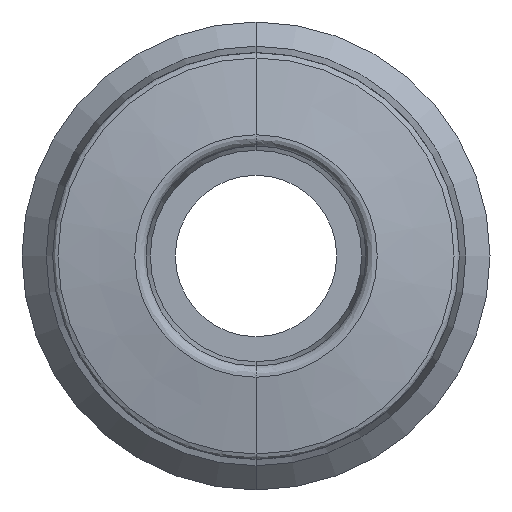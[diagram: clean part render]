
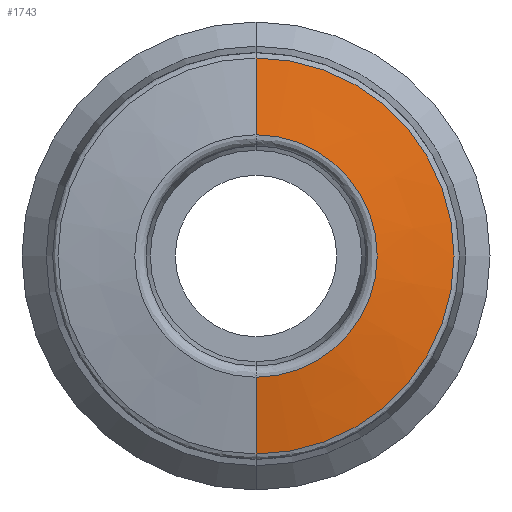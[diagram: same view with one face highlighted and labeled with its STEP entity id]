
A CAD part, front view. The second image highlights one B-rep face of the part: STEP entity #1743.
In plain terms, the highlighted conical face has half-angle 80 degrees and reference radius 6.135 mm.
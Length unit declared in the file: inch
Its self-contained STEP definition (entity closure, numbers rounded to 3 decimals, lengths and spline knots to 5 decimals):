
#8 = LINE ( 'NONE', #1451, #1990 ) ;
#75 = VERTEX_POINT ( 'NONE', #1701 ) ;
#120 = CARTESIAN_POINT ( 'NONE',  ( 0., 0.0167, -0.24152 ) ) ;
#127 = DIRECTION ( 'NONE',  ( 0., 0.174, 0.985 ) ) ;
#215 = VECTOR ( 'NONE', #598, 39.37008 ) ;
#227 = CARTESIAN_POINT ( 'NONE',  ( 0., 0.0167, -0.24152 ) ) ;
#400 = CONICAL_SURFACE ( 'NONE', #1384, 0.24152, 1.396 ) ;
#481 = ORIENTED_EDGE ( 'NONE', *, *, #1466, .T. ) ;
#553 = DIRECTION ( 'NONE',  ( 0., -1., 0. ) ) ;
#562 = VERTEX_POINT ( 'NONE', #1476 ) ;
#598 = DIRECTION ( 'NONE',  ( 0., 0.174, -0.985 ) ) ;
#801 = DIRECTION ( 'NONE',  ( 0., 1., 0. ) ) ;
#954 = CARTESIAN_POINT ( 'NONE',  ( 0., 0.00018, -0.14784 ) ) ;
#971 = CARTESIAN_POINT ( 'NONE',  ( 0., 0.00018, 0. ) ) ;
#1024 = ORIENTED_EDGE ( 'NONE', *, *, #1739, .F. ) ;
#1131 = DIRECTION ( 'NONE',  ( 0., 0., 1. ) ) ;
#1211 = LINE ( 'NONE', #227, #215 ) ;
#1215 = AXIS2_PLACEMENT_3D ( 'NONE', #1504, #553, #1648 ) ;
#1261 = CIRCLE ( 'NONE', #1215, 0.24152 ) ;
#1284 = AXIS2_PLACEMENT_3D ( 'NONE', #971, #1942, #1131 ) ;
#1321 = ORIENTED_EDGE ( 'NONE', *, *, #1380, .F. ) ;
#1353 = VERTEX_POINT ( 'NONE', #120 ) ;
#1380 = EDGE_CURVE ( 'NONE', #562, #75, #8, .T. ) ;
#1384 = AXIS2_PLACEMENT_3D ( 'NONE', #1805, #801, #1566 ) ;
#1448 = FACE_OUTER_BOUND ( 'NONE', #1713, .T. ) ;
#1451 = CARTESIAN_POINT ( 'NONE',  ( 0., 0.0167, 0.24152 ) ) ;
#1466 = EDGE_CURVE ( 'NONE', #1353, #75, #1261, .T. ) ;
#1476 = CARTESIAN_POINT ( 'NONE',  ( 0., 0.00018, 0.14784 ) ) ;
#1504 = CARTESIAN_POINT ( 'NONE',  ( 0., 0.0167, 0. ) ) ;
#1566 = DIRECTION ( 'NONE',  ( 0., 0., 1. ) ) ;
#1625 = CIRCLE ( 'NONE', #1284, 0.14784 ) ;
#1639 = ORIENTED_EDGE ( 'NONE', *, *, #1664, .T. ) ;
#1648 = DIRECTION ( 'NONE',  ( -1., 0., 0. ) ) ;
#1664 = EDGE_CURVE ( 'NONE', #1989, #1353, #1211, .T. ) ;
#1701 = CARTESIAN_POINT ( 'NONE',  ( 0., 0.0167, 0.24152 ) ) ;
#1713 = EDGE_LOOP ( 'NONE', ( #1024, #1639, #481, #1321 ) ) ;
#1739 = EDGE_CURVE ( 'NONE', #1989, #562, #1625, .T. ) ;
#1743 = ADVANCED_FACE ( 'NONE', ( #1448 ), #400, .T. ) ;
#1805 = CARTESIAN_POINT ( 'NONE',  ( 0., 0.0167, 0. ) ) ;
#1942 = DIRECTION ( 'NONE',  ( 0., -1., 0. ) ) ;
#1989 = VERTEX_POINT ( 'NONE', #954 ) ;
#1990 = VECTOR ( 'NONE', #127, 39.37008 ) ;
